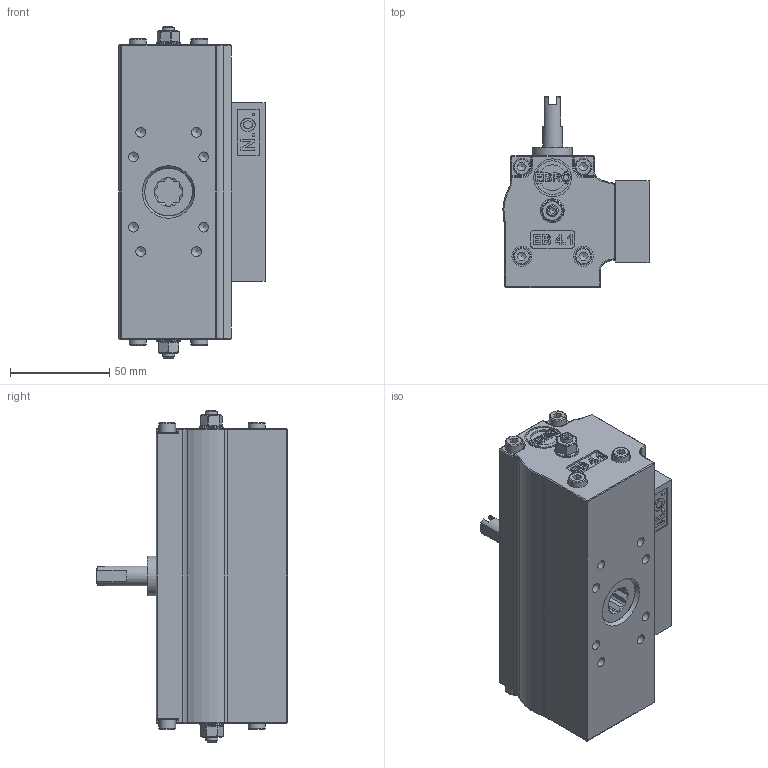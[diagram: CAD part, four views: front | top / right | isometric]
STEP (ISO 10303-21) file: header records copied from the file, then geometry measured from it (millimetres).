
FILE_DESCRIPTION((''),'2;1');
FILE_NAME('EB4.1-SYD-F05.stp','2010-07-29T07:28:31',('Hellwig'),(''),'Autodesk Inventor 2010','Autodesk Inventor 2010','');
FILE_SCHEMA(('AUTOMOTIVE_DESIGN { 1 0 10303 214 1 1 1 1 }'));
Length unit declared in the file: millimetre
Products named in the file (1): M14904_Konturvereinfachung_1
Bounding box: 73.46 x 96 x 167 mm (x, y, z)
Volume: 358872.8 mm3; surface area: 104009.7 mm2
Topology: 1 solids, 34 shells, 1482 faces, 3745 edges, 2352 vertices
Faces by surface type: plane 587, bspline 530, cylinder 270, cone 48, torus 27, sphere 20
Full cylindrical faces by diameter (mm): 1.5 x2, 5 x8, 5.5 x4, 6 x8, 8.5 x8, 9 x1, 9.3 x1, 10 x9, 12 x2, 14.4 x2, 15.5 x1, 16 x1, 18 x1, 19 x1, 19.6 x1, 20 x1, 21 x1, 24 x3, 24.1 x1, 40 x1
Entity records: 49573 total; most frequent: CARTESIAN_POINT 16266, ORIENTED_EDGE 6742, DIRECTION 5921, EDGE_CURVE 3371, VERTEX_POINT 2226, AXIS2_PLACEMENT_3D 2055, VECTOR 1811, LINE 1811
